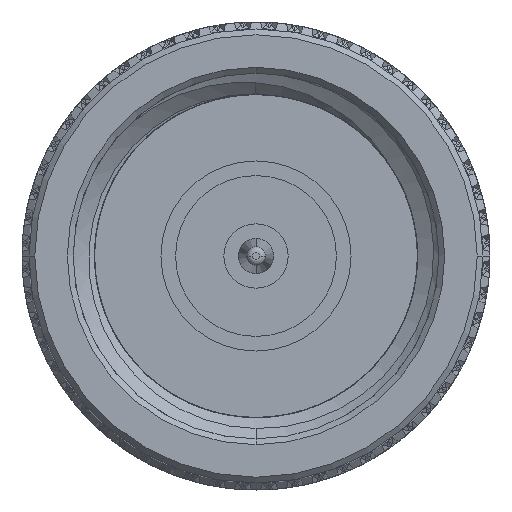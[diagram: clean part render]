
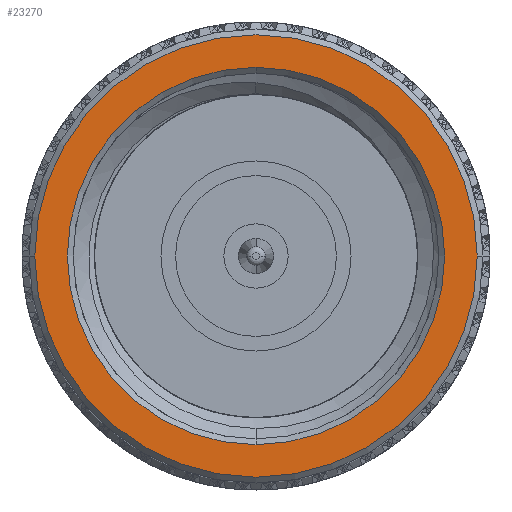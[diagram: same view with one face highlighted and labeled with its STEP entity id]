
A CAD part, left-side view. The second image highlights one B-rep face of the part: STEP entity #23270.
In plain terms, the highlighted planar face has unit normal (-1, 0, 0).
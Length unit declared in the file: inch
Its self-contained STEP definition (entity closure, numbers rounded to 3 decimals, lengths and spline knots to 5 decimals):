
#2843 = DIRECTION ( 'NONE',  ( 0., -1., 0. ) ) ;
#6259 = DIRECTION ( 'NONE',  ( 0., -1., 0. ) ) ;
#9349 = VERTEX_POINT ( 'NONE', #22840 ) ;
#13592 = CARTESIAN_POINT ( 'NONE',  ( 0., 0., -0.3225 ) ) ;
#21749 = CIRCLE ( 'NONE', #93012, 0.3225 ) ;
#22840 = CARTESIAN_POINT ( 'NONE',  ( 0., 0.37809, 0. ) ) ;
#23270 = ADVANCED_FACE ( 'NONE', ( #40157, #91279 ), #30878, .T. ) ;
#25855 = AXIS2_PLACEMENT_3D ( 'NONE', #63883, #30642, #71338 ) ;
#27064 = CARTESIAN_POINT ( 'NONE',  ( 0., 0., 0. ) ) ;
#30642 = DIRECTION ( 'NONE',  ( -1., 0., 0. ) ) ;
#30878 = PLANE ( 'NONE',  #45016 ) ;
#33934 = ORIENTED_EDGE ( 'NONE', *, *, #60103, .T. ) ;
#38451 = VERTEX_POINT ( 'NONE', #13592 ) ;
#40157 = FACE_BOUND ( 'NONE', #56294, .T. ) ;
#40228 = DIRECTION ( 'NONE',  ( 0., -1., 0. ) ) ;
#41385 = CARTESIAN_POINT ( 'NONE',  ( 0., 0., 0. ) ) ;
#43002 = VERTEX_POINT ( 'NONE', #82475 ) ;
#45016 = AXIS2_PLACEMENT_3D ( 'NONE', #87998, #55157, #6259 ) ;
#46762 = ORIENTED_EDGE ( 'NONE', *, *, #49936, .T. ) ;
#48011 = CIRCLE ( 'NONE', #48493, 0.3225 ) ;
#48493 = AXIS2_PLACEMENT_3D ( 'NONE', #89158, #64908, #40228 ) ;
#49936 = EDGE_CURVE ( 'NONE', #9349, #87660, #102189, .T. ) ;
#50103 = CIRCLE ( 'NONE', #25855, 0.37809 ) ;
#55157 = DIRECTION ( 'NONE',  ( -1., 0., 0. ) ) ;
#56294 = EDGE_LOOP ( 'NONE', ( #72530, #66178 ) ) ;
#60103 = EDGE_CURVE ( 'NONE', #87660, #9349, #50103, .T. ) ;
#63883 = CARTESIAN_POINT ( 'NONE',  ( 0., 0., 0. ) ) ;
#64908 = DIRECTION ( 'NONE',  ( 1., 0., 0. ) ) ;
#66178 = ORIENTED_EDGE ( 'NONE', *, *, #84256, .T. ) ;
#71338 = DIRECTION ( 'NONE',  ( 0., -1., 0. ) ) ;
#72530 = ORIENTED_EDGE ( 'NONE', *, *, #94817, .T. ) ;
#73919 = DIRECTION ( 'NONE',  ( 0., -1., 0. ) ) ;
#74269 = DIRECTION ( 'NONE',  ( -1., 0., 0. ) ) ;
#76043 = AXIS2_PLACEMENT_3D ( 'NONE', #41385, #74269, #73919 ) ;
#78730 = EDGE_LOOP ( 'NONE', ( #46762, #33934 ) ) ;
#80450 = CARTESIAN_POINT ( 'NONE',  ( 0., -0.37809, 0. ) ) ;
#82475 = CARTESIAN_POINT ( 'NONE',  ( 0., 0., 0.3225 ) ) ;
#84256 = EDGE_CURVE ( 'NONE', #38451, #43002, #48011, .T. ) ;
#87660 = VERTEX_POINT ( 'NONE', #80450 ) ;
#87998 = CARTESIAN_POINT ( 'NONE',  ( 0., 0.38809, 0. ) ) ;
#89158 = CARTESIAN_POINT ( 'NONE',  ( 0., 0., 0. ) ) ;
#91279 = FACE_OUTER_BOUND ( 'NONE', #78730, .T. ) ;
#92761 = DIRECTION ( 'NONE',  ( 1., 0., 0. ) ) ;
#93012 = AXIS2_PLACEMENT_3D ( 'NONE', #27064, #92761, #2843 ) ;
#94817 = EDGE_CURVE ( 'NONE', #43002, #38451, #21749, .T. ) ;
#102189 = CIRCLE ( 'NONE', #76043, 0.37809 ) ;
